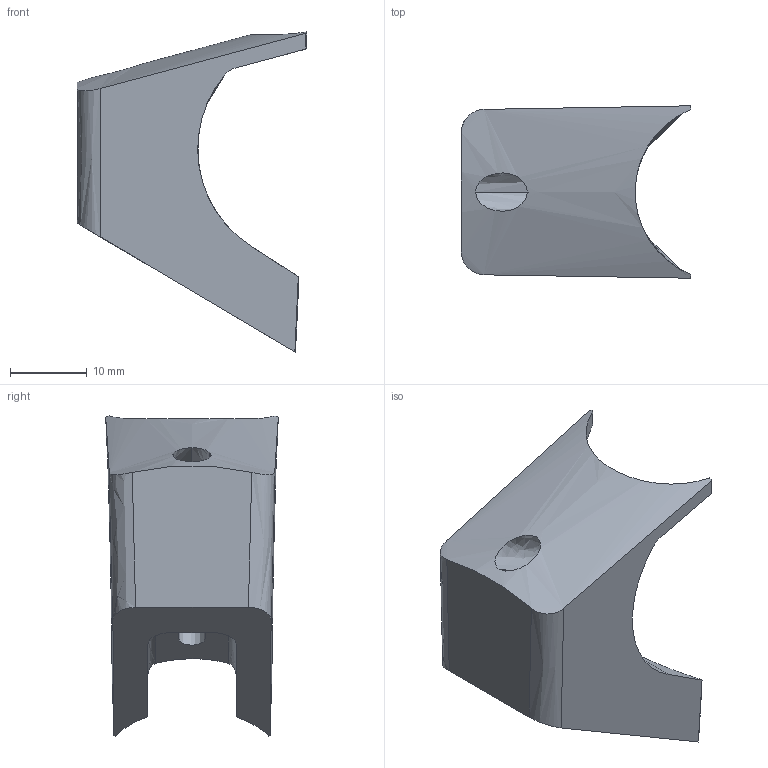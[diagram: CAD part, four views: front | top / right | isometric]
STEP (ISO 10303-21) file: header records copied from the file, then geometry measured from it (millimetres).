
FILE_DESCRIPTION(/* description */ (''),/* implementation_level */ '2;1');
FILE_NAME(/* name */ 'VELO1B~1',/* time_stamp */ '2020-01-15T21:34:12+01:00',/* author */ (''),/* organization */ (''),/* preprocessor_version */ 'ST-DEVELOPER v16.5',/* originating_system */ '',/* authorisation */ '');
FILE_SCHEMA (('AUTOMOTIVE_DESIGN'));
Length unit declared in the file: millimetre
Products named in the file (1): Document
Bounding box: 29.95 x 22.5 x 41.77 mm (x, y, z)
Volume: 9029 mm3; surface area: 4141.6 mm2
Topology: 1 solids, 1 shells, 45 faces, 125 edges, 82 vertices
Faces by surface type: bspline 31, plane 14
Entity records: 2493 total; most frequent: CARTESIAN_POINT 1756, ORIENTED_EDGE 250, EDGE_CURVE 125, VERTEX_POINT 82, B_SPLINE_CURVE_WITH_KNOTS 69, EDGE_LOOP 49, ADVANCED_FACE 45, FACE_OUTER_BOUND 45
